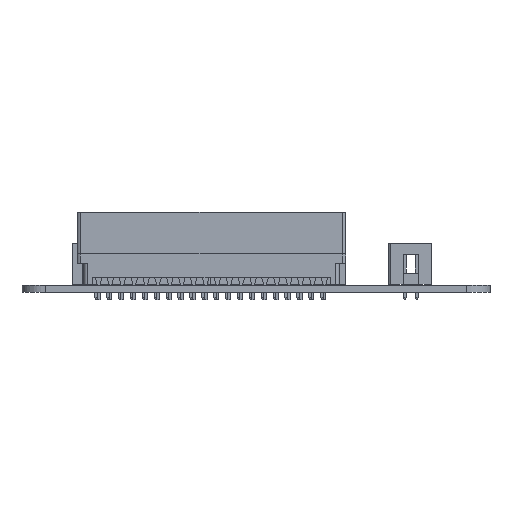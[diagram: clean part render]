
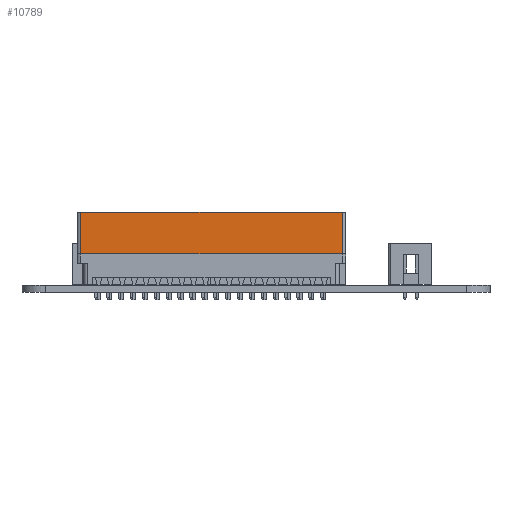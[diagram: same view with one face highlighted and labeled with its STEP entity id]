
A CAD part, left-side view. The second image highlights one B-rep face of the part: STEP entity #10789.
In plain terms, the highlighted face is planar.
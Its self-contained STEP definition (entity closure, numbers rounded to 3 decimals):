
#225 = VERTEX_POINT('',#226);
#226 = CARTESIAN_POINT('',(-27.94,-4.674,-8.89));
#233 = EDGE_CURVE('',#225,#234,#236,.T.);
#234 = VERTEX_POINT('',#235);
#235 = CARTESIAN_POINT('',(27.94,-4.674,-8.89));
#236 = LINE('',#237,#238);
#237 = CARTESIAN_POINT('',(-27.94,-4.674,-8.89));
#238 = VECTOR('',#239,1.);
#239 = DIRECTION('',(1.,0.,0.));
#10770 = VERTEX_POINT('',#10771);
#10771 = CARTESIAN_POINT('',(27.94,-4.674,0.));
#10778 = EDGE_CURVE('',#10770,#234,#10779,.T.);
#10779 = LINE('',#10780,#10781);
#10780 = CARTESIAN_POINT('',(27.94,-4.674,0.));
#10781 = VECTOR('',#10782,1.);
#10782 = DIRECTION('',(0.,0.,-1.));
#10789 = ADVANCED_FACE('',(#10790),#10808,.T.);
#10790 = FACE_BOUND('',#10791,.F.);
#10791 = EDGE_LOOP('',(#10792,#10800,#10806,#10807));
#10792 = ORIENTED_EDGE('',*,*,#10793,.T.);
#10793 = EDGE_CURVE('',#225,#10794,#10796,.T.);
#10794 = VERTEX_POINT('',#10795);
#10795 = CARTESIAN_POINT('',(-27.94,-4.674,0.));
#10796 = LINE('',#10797,#10798);
#10797 = CARTESIAN_POINT('',(-27.94,-4.674,-8.89));
#10798 = VECTOR('',#10799,1.);
#10799 = DIRECTION('',(0.,0.,1.));
#10800 = ORIENTED_EDGE('',*,*,#10801,.T.);
#10801 = EDGE_CURVE('',#10794,#10770,#10802,.T.);
#10802 = LINE('',#10803,#10804);
#10803 = CARTESIAN_POINT('',(-27.94,-4.674,0.));
#10804 = VECTOR('',#10805,1.);
#10805 = DIRECTION('',(1.,0.,0.));
#10806 = ORIENTED_EDGE('',*,*,#10778,.T.);
#10807 = ORIENTED_EDGE('',*,*,#233,.F.);
#10808 = PLANE('',#10809);
#10809 = AXIS2_PLACEMENT_3D('',#10810,#10811,#10812);
#10810 = CARTESIAN_POINT('',(-28.702,-4.674,0.));
#10811 = DIRECTION('',(0.,-1.,0.));
#10812 = DIRECTION('',(0.,0.,-1.));
